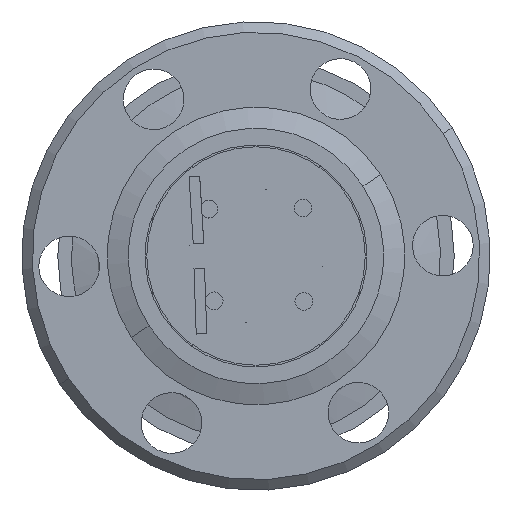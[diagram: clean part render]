
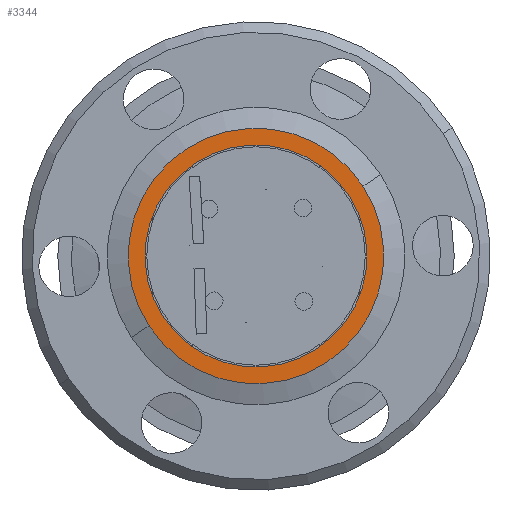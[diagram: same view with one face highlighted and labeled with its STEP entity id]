
A CAD part, front view. The second image highlights one B-rep face of the part: STEP entity #3344.
In plain terms, the highlighted planar face has unit normal (0, -1, 0).
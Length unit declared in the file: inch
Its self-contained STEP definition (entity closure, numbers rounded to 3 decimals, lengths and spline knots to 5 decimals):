
#355 = CARTESIAN_POINT ( 'NONE',  ( 0., -1.238, 0. ) ) ;
#356 = DIRECTION ( 'NONE',  ( 0., -1., 0. ) ) ;
#357 = DIRECTION ( 'NONE',  ( 0.837, 0., 0.547 ) ) ;
#559 = VERTEX_POINT ( 'NONE', #8607 ) ;
#722 = VERTEX_POINT ( 'NONE', #5672 ) ;
#771 = VERTEX_POINT ( 'NONE', #5691 ) ;
#785 = VERTEX_POINT ( 'NONE', #5733 ) ;
#2238 = ORIENTED_EDGE ( 'NONE', *, *, #4216, .T. ) ;
#2346 = ORIENTED_EDGE ( 'NONE', *, *, #4322, .T. ) ;
#2350 = ORIENTED_EDGE ( 'NONE', *, *, #5579, .T. ) ;
#2419 = ORIENTED_EDGE ( 'NONE', *, *, #4330, .T. ) ;
#2510 = AXIS2_PLACEMENT_3D ( 'NONE', #355, #356, #357 ) ;
#3187 = FACE_BOUND ( 'NONE', #3831, .T. ) ;
#3190 = FACE_OUTER_BOUND ( 'NONE', #3891, .T. ) ;
#3344 = ADVANCED_FACE ( 'NONE', ( #3187, #3190 ), #4549, .F. ) ;
#3831 = EDGE_LOOP ( 'NONE', ( #2419, #2350 ) ) ;
#3891 = EDGE_LOOP ( 'NONE', ( #2346, #2238 ) ) ;
#4216 = EDGE_CURVE ( 'NONE', #785, #722, #6430, .T. ) ;
#4322 = EDGE_CURVE ( 'NONE', #722, #785, #8298, .T. ) ;
#4330 = EDGE_CURVE ( 'NONE', #771, #559, #8309, .T. ) ;
#4545 = CARTESIAN_POINT ( 'NONE',  ( 0., -1.238, 0. ) ) ;
#4549 = PLANE ( 'NONE',  #6680 ) ;
#4554 = DIRECTION ( 'NONE',  ( 0., 1., 0. ) ) ;
#4555 = DIRECTION ( 'NONE',  ( -0.837, 0., -0.547 ) ) ;
#5579 = EDGE_CURVE ( 'NONE', #559, #771, #8331, .T. ) ;
#5672 = CARTESIAN_POINT ( 'NONE',  ( 0.30347, -1.238, 0.19827 ) ) ;
#5691 = CARTESIAN_POINT ( 'NONE',  ( 0.17229, -1.238, -0.26371 ) ) ;
#5733 = CARTESIAN_POINT ( 'NONE',  ( -0.30347, -1.238, -0.19827 ) ) ;
#6430 = CIRCLE ( 'NONE', #2510, 0.3625 ) ;
#6680 = AXIS2_PLACEMENT_3D ( 'NONE', #4545, #4554, #4555 ) ;
#8298 = CIRCLE ( 'NONE', #10606, 0.3625 ) ;
#8309 = CIRCLE ( 'NONE', #10597, 0.315 ) ;
#8331 = CIRCLE ( 'NONE', #10583, 0.315 ) ;
#8607 = CARTESIAN_POINT ( 'NONE',  ( -0.17229, -1.238, 0.26371 ) ) ;
#8751 = CARTESIAN_POINT ( 'NONE',  ( 0., -1.238, 0. ) ) ;
#8752 = DIRECTION ( 'NONE',  ( 0., -1., 0. ) ) ;
#8753 = DIRECTION ( 'NONE',  ( 0.837, 0., 0.547 ) ) ;
#8798 = CARTESIAN_POINT ( 'NONE',  ( 0., -1.238, 0. ) ) ;
#8800 = DIRECTION ( 'NONE',  ( 0., 1., 0. ) ) ;
#8802 = DIRECTION ( 'NONE',  ( -0.837, 0., -0.547 ) ) ;
#8907 = CARTESIAN_POINT ( 'NONE',  ( 0., -1.238, 0. ) ) ;
#8908 = DIRECTION ( 'NONE',  ( 0., 1., 0. ) ) ;
#8909 = DIRECTION ( 'NONE',  ( -0.837, 0., -0.547 ) ) ;
#10583 = AXIS2_PLACEMENT_3D ( 'NONE', #8907, #8908, #8909 ) ;
#10597 = AXIS2_PLACEMENT_3D ( 'NONE', #8798, #8800, #8802 ) ;
#10606 = AXIS2_PLACEMENT_3D ( 'NONE', #8751, #8752, #8753 ) ;
